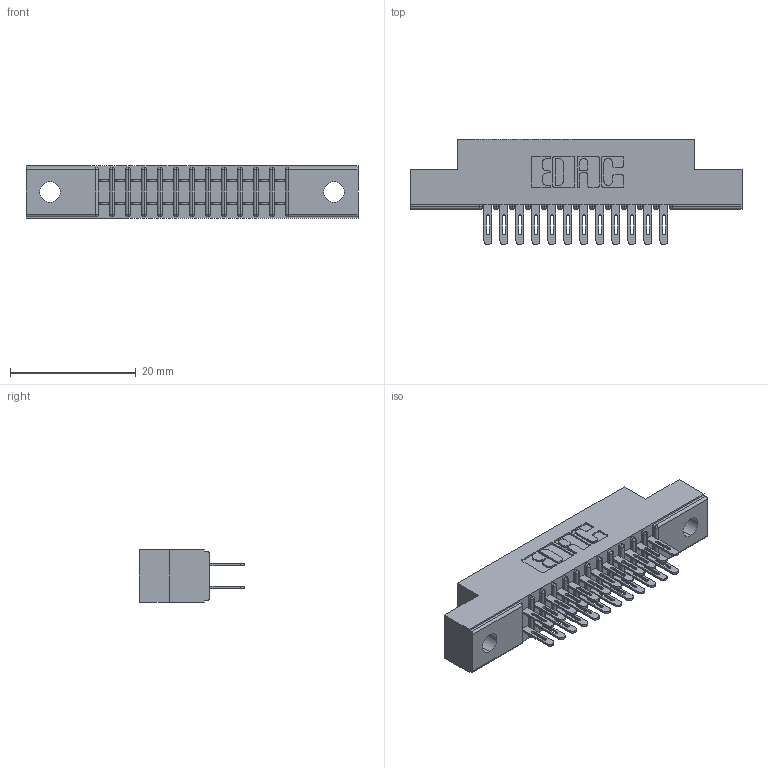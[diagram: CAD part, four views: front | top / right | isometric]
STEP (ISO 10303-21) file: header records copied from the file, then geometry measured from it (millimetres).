
FILE_DESCRIPTION (( 'STEP AP203' ), '1' );
FILE_NAME ('341-024-500-202.STEP', '2018-08-06T17:50:34', ( '' ), ( '' ), 'SwSTEP 2.0', 'SolidWorks 2016', '' );
FILE_SCHEMA (( 'CONFIG_CONTROL_DESIGN' ));
Length unit declared in the file: inch
Products named in the file (3): 341 Part_.128 (3.25) Dia Mounting Holes; 341-292-001_341-292-100; 341-024-500-202
Assembly tree (25 placements, depth 2):
  341-024-500-202
    341 Part_.128 (3.25) Dia Mounting Holes
    341-292-001_341-292-100  x24
Bounding box: 52.7 x 16.69 x 8.38 mm (x, y, z)
Volume: 3018.7 mm3; surface area: 5623.7 mm2
Topology: 25 solids, 25 shells, 1700 faces, 4912 edges, 3182 vertices
Faces by surface type: plane 980, cylinder 672, sphere 26, torus 22
Entity records: 18529 total; most frequent: CARTESIAN_POINT 3080, ORIENTED_EDGE 3056, DIRECTION 3014, EDGE_CURVE 1528, VECTOR 1198, LINE 1198, VERTEX_POINT 974, AXIS2_PLACEMENT_3D 908
